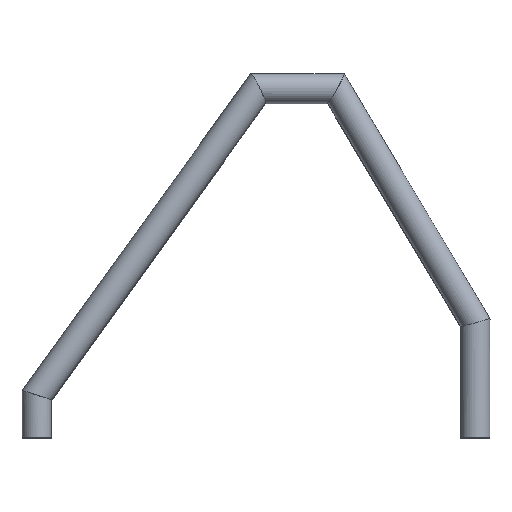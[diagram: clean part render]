
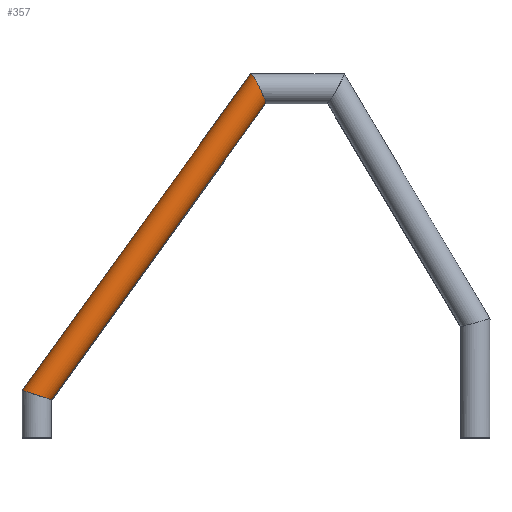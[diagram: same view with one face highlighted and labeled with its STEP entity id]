
A CAD part, top view. The second image highlights one B-rep face of the part: STEP entity #357.
In plain terms, the highlighted cylindrical face has radius 20 mm (diameter 40 mm), a full revolution.
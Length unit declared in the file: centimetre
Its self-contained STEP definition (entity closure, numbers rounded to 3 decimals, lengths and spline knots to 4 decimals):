
#49=FACE_BOUND('',#107,.T.);
#73=FACE_OUTER_BOUND('',#106,.T.);
#106=EDGE_LOOP('',(#279,#280));
#107=EDGE_LOOP('',(#281,#282));
#148=ELLIPSE('',#400,2.2447,2.);
#149=ELLIPSE('',#401,2.2447,2.);
#150=ELLIPSE('',#403,2.1029,2.);
#151=ELLIPSE('',#404,2.1029,2.);
#183=VERTEX_POINT('',#622);
#184=VERTEX_POINT('',#623);
#185=VERTEX_POINT('',#627);
#186=VERTEX_POINT('',#628);
#223=EDGE_CURVE('',#183,#184,#148,.T.);
#224=EDGE_CURVE('',#184,#183,#149,.T.);
#225=EDGE_CURVE('',#185,#186,#150,.T.);
#226=EDGE_CURVE('',#186,#185,#151,.T.);
#279=ORIENTED_EDGE('',*,*,#225,.T.);
#280=ORIENTED_EDGE('',*,*,#226,.T.);
#281=ORIENTED_EDGE('',*,*,#223,.F.);
#282=ORIENTED_EDGE('',*,*,#224,.F.);
#336=CYLINDRICAL_SURFACE('',#402,2.);
#357=ADVANCED_FACE('',(#73,#49),#336,.T.);
#400=AXIS2_PLACEMENT_3D('',#624,#495,#496);
#401=AXIS2_PLACEMENT_3D('',#625,#497,#498);
#402=AXIS2_PLACEMENT_3D('',#626,#499,#500);
#403=AXIS2_PLACEMENT_3D('',#629,#501,#502);
#404=AXIS2_PLACEMENT_3D('',#630,#503,#504);
#495=DIRECTION('center_axis',(0.885,0.454,-0.106));
#496=DIRECTION('ref_axis',(-0.451,0.891,0.054));
#497=DIRECTION('center_axis',(0.885,0.454,-0.106));
#498=DIRECTION('ref_axis',(-0.451,0.891,0.054));
#499=DIRECTION('center_axis',(0.584,0.809,-0.07));
#500=DIRECTION('ref_axis',(-0.803,0.588,0.096));
#501=DIRECTION('center_axis',(0.307,0.951,-0.037));
#502=DIRECTION('ref_axis',(-0.944,0.309,0.113));
#503=DIRECTION('center_axis',(0.307,0.951,-0.037));
#504=DIRECTION('ref_axis',(-0.944,0.309,0.113));
#622=CARTESIAN_POINT('',(178.2091,52.,38.5786));
#623=CARTESIAN_POINT('',(178.6857,52.,42.5501));
#624=CARTESIAN_POINT('Origin',(178.4474,52.,40.5643));
#625=CARTESIAN_POINT('Origin',(178.4474,52.,40.5643));
#626=CARTESIAN_POINT('Origin',(148.15,10.,44.2));
#627=CARTESIAN_POINT('',(147.9117,10.,42.2142));
#628=CARTESIAN_POINT('',(148.3883,10.,46.1858));
#629=CARTESIAN_POINT('Origin',(148.15,10.,44.2));
#630=CARTESIAN_POINT('Origin',(148.15,10.,44.2));
